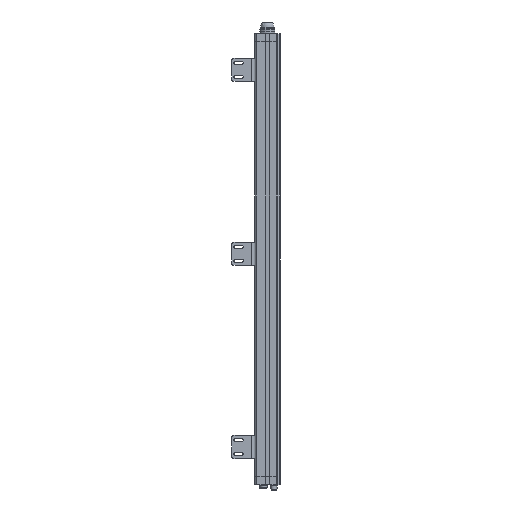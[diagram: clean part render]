
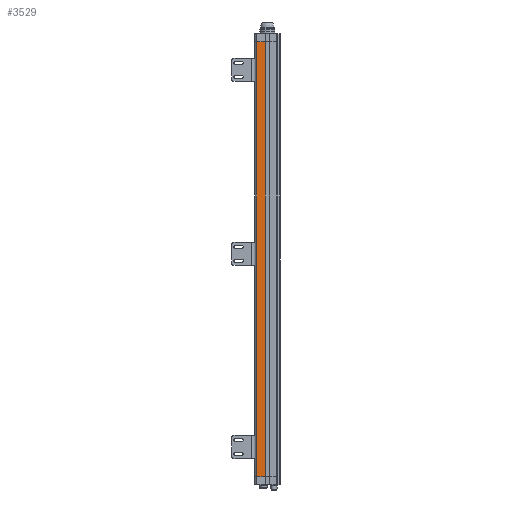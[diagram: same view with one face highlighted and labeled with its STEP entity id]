
A CAD part, front view. The second image highlights one B-rep face of the part: STEP entity #3529.
In plain terms, the highlighted planar face has unit normal (0, -1, 0).
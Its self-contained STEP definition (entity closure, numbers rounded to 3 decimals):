
#58 = LINE ( 'NONE', #15149, #7028 ) ;
#88 = VECTOR ( 'NONE', #10311, 1000. ) ;
#1035 = ORIENTED_EDGE ( 'NONE', *, *, #6073, .F. ) ;
#2761 = LINE ( 'NONE', #10228, #88 ) ;
#3529 = ADVANCED_FACE ( 'NONE', ( #14405 ), #19082, .T. ) ;
#4317 = LINE ( 'NONE', #5901, #16824 ) ;
#5376 = CARTESIAN_POINT ( 'NONE',  ( 426.642, 876.944, 29. ) ) ;
#5578 = EDGE_CURVE ( 'NONE', #8689, #6031, #2761, .T. ) ;
#5713 = VECTOR ( 'NONE', #10498, 1000. ) ;
#5901 = CARTESIAN_POINT ( 'NONE',  ( 448.02, 876.944, 29. ) ) ;
#6004 = DIRECTION ( 'NONE',  ( 1., 0., 0. ) ) ;
#6013 = DIRECTION ( 'NONE',  ( 1., 0., 0. ) ) ;
#6027 = CARTESIAN_POINT ( 'NONE',  ( 426.642, 876.944, 29. ) ) ;
#6031 = VERTEX_POINT ( 'NONE', #14848 ) ;
#6073 = EDGE_CURVE ( 'NONE', #6876, #6031, #58, .T. ) ;
#6876 = VERTEX_POINT ( 'NONE', #18739 ) ;
#6969 = CARTESIAN_POINT ( 'NONE',  ( 426.642, 876.944, 29. ) ) ;
#7028 = VECTOR ( 'NONE', #6013, 1000. ) ;
#7071 = DIRECTION ( 'NONE',  ( 0., 0., -1. ) ) ;
#7289 = ORIENTED_EDGE ( 'NONE', *, *, #8869, .T. ) ;
#8398 = EDGE_CURVE ( 'NONE', #6876, #14124, #13467, .T. ) ;
#8689 = VERTEX_POINT ( 'NONE', #14359 ) ;
#8869 = EDGE_CURVE ( 'NONE', #14124, #8689, #4317, .T. ) ;
#10228 = CARTESIAN_POINT ( 'NONE',  ( 445.642, 876.944, 29. ) ) ;
#10311 = DIRECTION ( 'NONE',  ( 0., 0., 1. ) ) ;
#10498 = DIRECTION ( 'NONE',  ( 0., 0., -1. ) ) ;
#12485 = ORIENTED_EDGE ( 'NONE', *, *, #8398, .T. ) ;
#13467 = LINE ( 'NONE', #6027, #5713 ) ;
#14124 = VERTEX_POINT ( 'NONE', #6969 ) ;
#14359 = CARTESIAN_POINT ( 'NONE',  ( 445.642, 876.944, 29. ) ) ;
#14405 = FACE_OUTER_BOUND ( 'NONE', #19183, .T. ) ;
#14848 = CARTESIAN_POINT ( 'NONE',  ( 445.642, 876.944, 967.5 ) ) ;
#14857 = AXIS2_PLACEMENT_3D ( 'NONE', #5376, #15806, #7071 ) ;
#15149 = CARTESIAN_POINT ( 'NONE',  ( 448.009, 876.944, 967.5 ) ) ;
#15806 = DIRECTION ( 'NONE',  ( 0., -1., 0. ) ) ;
#16824 = VECTOR ( 'NONE', #6004, 1000. ) ;
#18576 = ORIENTED_EDGE ( 'NONE', *, *, #5578, .T. ) ;
#18739 = CARTESIAN_POINT ( 'NONE',  ( 426.642, 876.944, 967.5 ) ) ;
#19082 = PLANE ( 'NONE',  #14857 ) ;
#19183 = EDGE_LOOP ( 'NONE', ( #12485, #7289, #18576, #1035 ) ) ;
